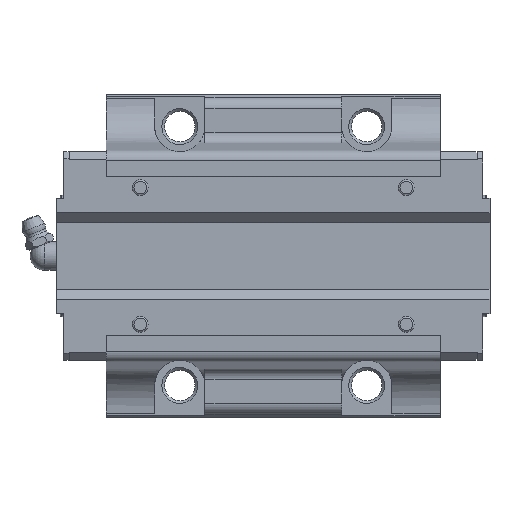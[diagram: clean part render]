
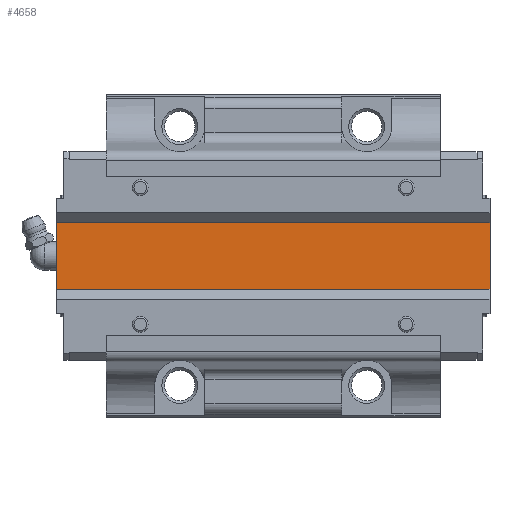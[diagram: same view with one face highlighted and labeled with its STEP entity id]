
A CAD part, front view. The second image highlights one B-rep face of the part: STEP entity #4658.
In plain terms, the highlighted planar face has unit normal (0, -1, 0).
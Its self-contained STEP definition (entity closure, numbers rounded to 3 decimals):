
#219=LINE('',#7051,#689);
#246=LINE('',#7111,#716);
#441=LINE('',#7742,#911);
#442=LINE('',#7744,#912);
#689=VECTOR('',#5562,1000.);
#716=VECTOR('',#5599,1000.);
#911=VECTOR('',#6176,1000.);
#912=VECTOR('',#6179,1000.);
#1113=PLANE('',#5067);
#2375=ORIENTED_EDGE('',*,*,#2884,.F.);
#2376=ORIENTED_EDGE('',*,*,#3194,.F.);
#2377=ORIENTED_EDGE('',*,*,#2915,.T.);
#2378=ORIENTED_EDGE('',*,*,#3195,.T.);
#2884=EDGE_CURVE('',#3474,#3475,#219,.T.);
#2915=EDGE_CURVE('',#3503,#3502,#246,.T.);
#3194=EDGE_CURVE('',#3503,#3474,#441,.T.);
#3195=EDGE_CURVE('',#3502,#3475,#442,.T.);
#3474=VERTEX_POINT('',#7050);
#3475=VERTEX_POINT('',#7052);
#3502=VERTEX_POINT('',#7110);
#3503=VERTEX_POINT('',#7112);
#4004=EDGE_LOOP('',(#2375,#2376,#2377,#2378));
#4343=FACE_BOUND('',#4004,.T.);
#4658=ADVANCED_FACE('',(#4343),#1113,.T.);
#5067=AXIS2_PLACEMENT_3D('',#7743,#6177,#6178);
#5562=DIRECTION('',(0.,0.,1.));
#5599=DIRECTION('',(0.,0.,1.));
#6176=DIRECTION('',(-1.,0.,0.));
#6177=DIRECTION('',(0.,-1.,0.));
#6178=DIRECTION('',(0.,0.,-1.));
#6179=DIRECTION('',(-1.,0.,0.));
#7050=CARTESIAN_POINT('',(-60.3,19.,-10.215));
#7051=CARTESIAN_POINT('',(-60.3,19.,-10.215));
#7052=CARTESIAN_POINT('',(-60.3,19.,10.215));
#7110=CARTESIAN_POINT('',(60.3,19.,10.215));
#7111=CARTESIAN_POINT('',(60.3,19.,-10.215));
#7112=CARTESIAN_POINT('',(60.3,19.,-10.215));
#7742=CARTESIAN_POINT('',(60.3,19.,-10.215));
#7743=CARTESIAN_POINT('',(60.3,19.,-10.215));
#7744=CARTESIAN_POINT('',(60.3,19.,10.215));
